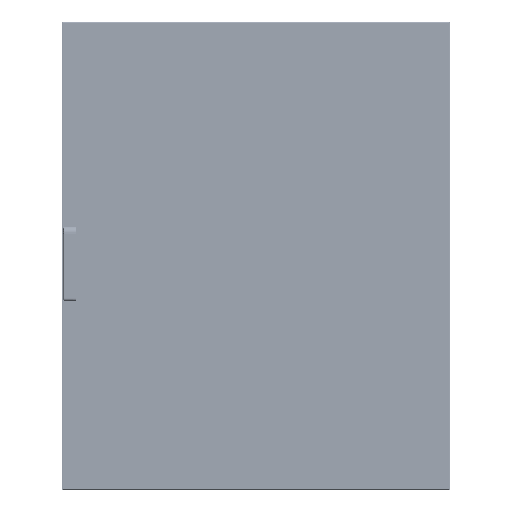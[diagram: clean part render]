
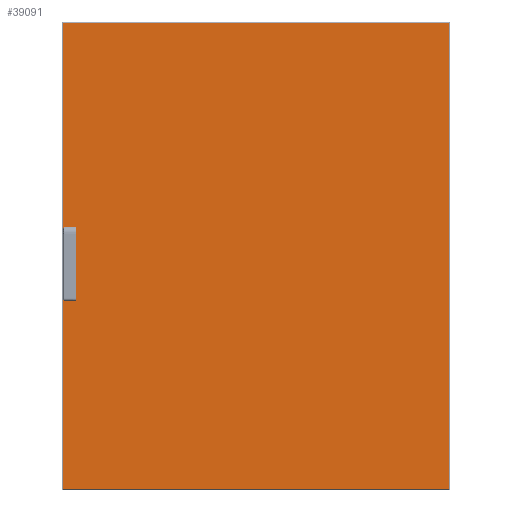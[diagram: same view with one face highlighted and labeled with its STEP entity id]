
A CAD part, top view. The second image highlights one B-rep face of the part: STEP entity #39091.
In plain terms, the highlighted planar face has unit normal (0, 0, 1).
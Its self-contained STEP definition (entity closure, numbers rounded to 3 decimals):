
#1346 = AXIS2_PLACEMENT_3D ( 'NONE', #41757, #41766, #41767 ) ;
#10265 = CARTESIAN_POINT ( 'NONE',  ( 494., 594.5, 0. ) ) ;
#10272 = CARTESIAN_POINT ( 'NONE',  ( 494., -594.5, 0. ) ) ;
#10281 = CARTESIAN_POINT ( 'NONE',  ( -471., -50., 0. ) ) ;
#10420 = CARTESIAN_POINT ( 'NONE',  ( -471., 50., 0. ) ) ;
#10453 = CARTESIAN_POINT ( 'NONE',  ( -494., -594.5, 0. ) ) ;
#10488 = CARTESIAN_POINT ( 'NONE',  ( -480., -54.3, 0. ) ) ;
#10592 = CARTESIAN_POINT ( 'NONE',  ( -488., 50., 0. ) ) ;
#10644 = CARTESIAN_POINT ( 'NONE',  ( -480., 50., 0. ) ) ;
#10664 = CARTESIAN_POINT ( 'NONE',  ( -471., 54.3, 0. ) ) ;
#10668 = CARTESIAN_POINT ( 'NONE',  ( -488., -50., 0. ) ) ;
#10712 = CARTESIAN_POINT ( 'NONE',  ( -494., 594.5, 0. ) ) ;
#12049 = CARTESIAN_POINT ( 'NONE',  ( 494., -597.5, 0. ) ) ;
#12051 = DIRECTION ( 'NONE',  ( 0., -1., 0. ) ) ;
#12067 = CARTESIAN_POINT ( 'NONE',  ( 494., 594.5, 0. ) ) ;
#12069 = CARTESIAN_POINT ( 'NONE',  ( -480., 50., 0. ) ) ;
#12072 = DIRECTION ( 'NONE',  ( -1., 0., 0. ) ) ;
#12074 = DIRECTION ( 'NONE',  ( 0., 1., 0. ) ) ;
#12081 = CARTESIAN_POINT ( 'NONE',  ( -494., -594.5, 0. ) ) ;
#12085 = DIRECTION ( 'NONE',  ( 1., 0., 0. ) ) ;
#12088 = CARTESIAN_POINT ( 'NONE',  ( -494., 597.5, 0. ) ) ;
#12092 = DIRECTION ( 'NONE',  ( 0., -1., 0. ) ) ;
#12095 = CARTESIAN_POINT ( 'NONE',  ( -471., -54.3, 0. ) ) ;
#12100 = DIRECTION ( 'NONE',  ( 0., 1., 0. ) ) ;
#12102 = CARTESIAN_POINT ( 'NONE',  ( -471., -50., 0. ) ) ;
#12106 = DIRECTION ( 'NONE',  ( 1., 0., 0. ) ) ;
#12109 = CARTESIAN_POINT ( 'NONE',  ( -463., 50., 0. ) ) ;
#12114 = DIRECTION ( 'NONE',  ( 0., 1., 0. ) ) ;
#12117 = CARTESIAN_POINT ( 'NONE',  ( -471., 50., 0. ) ) ;
#12121 = DIRECTION ( 'NONE',  ( -1., 0., 0. ) ) ;
#12123 = CARTESIAN_POINT ( 'NONE',  ( -471., 50., 0. ) ) ;
#12128 = DIRECTION ( 'NONE',  ( 0., 1., 0. ) ) ;
#12139 = CARTESIAN_POINT ( 'NONE',  ( -475.5, 54.3, 0. ) ) ;
#12142 = DIRECTION ( 'NONE',  ( 0., 0., 1. ) ) ;
#12145 = DIRECTION ( 'NONE',  ( 1., 0., 0. ) ) ;
#12150 = CARTESIAN_POINT ( 'NONE',  ( -488., 50., 0. ) ) ;
#12154 = DIRECTION ( 'NONE',  ( -1., 0., 0. ) ) ;
#12156 = CARTESIAN_POINT ( 'NONE',  ( -488., 50., 0. ) ) ;
#12161 = DIRECTION ( 'NONE',  ( 0., -1., 0. ) ) ;
#12164 = CARTESIAN_POINT ( 'NONE',  ( -488., -50., 0. ) ) ;
#12168 = DIRECTION ( 'NONE',  ( 1., 0., 0. ) ) ;
#12171 = CARTESIAN_POINT ( 'NONE',  ( -480., -54.3, 0. ) ) ;
#12175 = DIRECTION ( 'NONE',  ( 0., -1., 0. ) ) ;
#12187 = CARTESIAN_POINT ( 'NONE',  ( -475.5, -54.3, 0. ) ) ;
#12189 = DIRECTION ( 'NONE',  ( 0., 0., 1. ) ) ;
#12192 = DIRECTION ( 'NONE',  ( 1., 0., 0. ) ) ;
#16924 = LINE ( 'NONE', #12049, #16942 ) ;
#16927 = LINE ( 'NONE', #12067, #16936 ) ;
#16936 = VECTOR ( 'NONE', #12072, 1000. ) ;
#16940 = LINE ( 'NONE', #12081, #16948 ) ;
#16942 = VECTOR ( 'NONE', #12074, 1000. ) ;
#16945 = LINE ( 'NONE', #12088, #16954 ) ;
#16948 = VECTOR ( 'NONE', #12085, 1000. ) ;
#16951 = LINE ( 'NONE', #12095, #16960 ) ;
#16954 = VECTOR ( 'NONE', #12092, 1000. ) ;
#16957 = LINE ( 'NONE', #12102, #16965 ) ;
#16960 = VECTOR ( 'NONE', #12100, 1000. ) ;
#16963 = LINE ( 'NONE', #12109, #16971 ) ;
#16965 = VECTOR ( 'NONE', #12106, 1000. ) ;
#16968 = LINE ( 'NONE', #12117, #16978 ) ;
#16971 = VECTOR ( 'NONE', #12114, 1000. ) ;
#16975 = LINE ( 'NONE', #12123, #16984 ) ;
#16978 = VECTOR ( 'NONE', #12121, 1000. ) ;
#16981 = CIRCLE ( 'NONE', #20155, 4.5 ) ;
#16984 = VECTOR ( 'NONE', #12128, 1000. ) ;
#16987 = LINE ( 'NONE', #12069, #16993 ) ;
#16989 = LINE ( 'NONE', #12150, #16999 ) ;
#16993 = VECTOR ( 'NONE', #12051, 1000. ) ;
#16996 = LINE ( 'NONE', #12156, #17005 ) ;
#16999 = VECTOR ( 'NONE', #12154, 1000. ) ;
#17002 = LINE ( 'NONE', #12164, #17010 ) ;
#17005 = VECTOR ( 'NONE', #12161, 1000. ) ;
#17007 = LINE ( 'NONE', #12171, #17014 ) ;
#17010 = VECTOR ( 'NONE', #12168, 1000. ) ;
#17012 = CIRCLE ( 'NONE', #20158, 4.5 ) ;
#17014 = VECTOR ( 'NONE', #12175, 1000. ) ;
#20155 = AXIS2_PLACEMENT_3D ( 'NONE', #12139, #12142, #12145 ) ;
#20158 = AXIS2_PLACEMENT_3D ( 'NONE', #12187, #12189, #12192 ) ;
#21715 = CARTESIAN_POINT ( 'NONE',  ( -463., 50., 0. ) ) ;
#21739 = CARTESIAN_POINT ( 'NONE',  ( -480., 54.3, 0. ) ) ;
#21802 = CARTESIAN_POINT ( 'NONE',  ( -471., -54.3, 0. ) ) ;
#21808 = CARTESIAN_POINT ( 'NONE',  ( -463., -50., 0. ) ) ;
#21815 = CARTESIAN_POINT ( 'NONE',  ( -480., -50., 0. ) ) ;
#39091 = ADVANCED_FACE ( 'NONE', ( #46276, #46289 ), #41761, .T. ) ;
#41757 = CARTESIAN_POINT ( 'NONE',  ( 0., 0., 0. ) ) ;
#41761 = PLANE ( 'NONE',  #1346 ) ;
#41766 = DIRECTION ( 'NONE',  ( 0., 0., 1. ) ) ;
#41767 = DIRECTION ( 'NONE',  ( 1., 0., 0. ) ) ;
#46276 = FACE_BOUND ( 'NONE', #56469, .T. ) ;
#46289 = FACE_OUTER_BOUND ( 'NONE', #56470, .T. ) ;
#55473 = ORIENTED_EDGE ( 'NONE', *, *, #65725, .F. ) ;
#55475 = ORIENTED_EDGE ( 'NONE', *, *, #65724, .F. ) ;
#55476 = ORIENTED_EDGE ( 'NONE', *, *, #65723, .F. ) ;
#55477 = ORIENTED_EDGE ( 'NONE', *, *, #65722, .F. ) ;
#55478 = ORIENTED_EDGE ( 'NONE', *, *, #65721, .F. ) ;
#55479 = ORIENTED_EDGE ( 'NONE', *, *, #65720, .F. ) ;
#55480 = ORIENTED_EDGE ( 'NONE', *, *, #65719, .F. ) ;
#55481 = ORIENTED_EDGE ( 'NONE', *, *, #65718, .F. ) ;
#55482 = ORIENTED_EDGE ( 'NONE', *, *, #65717, .F. ) ;
#55483 = ORIENTED_EDGE ( 'NONE', *, *, #65716, .F. ) ;
#55484 = ORIENTED_EDGE ( 'NONE', *, *, #65715, .F. ) ;
#55485 = ORIENTED_EDGE ( 'NONE', *, *, #65714, .F. ) ;
#55486 = ORIENTED_EDGE ( 'NONE', *, *, #65713, .T. ) ;
#55487 = ORIENTED_EDGE ( 'NONE', *, *, #65712, .T. ) ;
#55488 = ORIENTED_EDGE ( 'NONE', *, *, #65711, .T. ) ;
#55489 = ORIENTED_EDGE ( 'NONE', *, *, #65710, .T. ) ;
#56469 = EDGE_LOOP ( 'NONE', ( #55473, #55475, #55476, #55477, #55478, #55479, #55480, #55481, #55482, #55483, #55484, #55485 ) ) ;
#56470 = EDGE_LOOP ( 'NONE', ( #55486, #55487, #55488, #55489 ) ) ;
#57950 = VERTEX_POINT ( 'NONE', #10265 ) ;
#57963 = VERTEX_POINT ( 'NONE', #10272 ) ;
#57980 = VERTEX_POINT ( 'NONE', #10281 ) ;
#58354 = VERTEX_POINT ( 'NONE', #10420 ) ;
#58387 = VERTEX_POINT ( 'NONE', #10453 ) ;
#58422 = VERTEX_POINT ( 'NONE', #10488 ) ;
#58526 = VERTEX_POINT ( 'NONE', #10592 ) ;
#58578 = VERTEX_POINT ( 'NONE', #10644 ) ;
#58598 = VERTEX_POINT ( 'NONE', #10664 ) ;
#58602 = VERTEX_POINT ( 'NONE', #10668 ) ;
#58646 = VERTEX_POINT ( 'NONE', #10712 ) ;
#60133 = VERTEX_POINT ( 'NONE', #21715 ) ;
#60157 = VERTEX_POINT ( 'NONE', #21739 ) ;
#60220 = VERTEX_POINT ( 'NONE', #21802 ) ;
#60226 = VERTEX_POINT ( 'NONE', #21808 ) ;
#60233 = VERTEX_POINT ( 'NONE', #21815 ) ;
#65710 = EDGE_CURVE ( 'NONE', #57950, #58646, #16927, .T. ) ;
#65711 = EDGE_CURVE ( 'NONE', #57963, #57950, #16924, .T. ) ;
#65712 = EDGE_CURVE ( 'NONE', #58387, #57963, #16940, .T. ) ;
#65713 = EDGE_CURVE ( 'NONE', #58646, #58387, #16945, .T. ) ;
#65714 = EDGE_CURVE ( 'NONE', #60220, #57980, #16951, .T. ) ;
#65715 = EDGE_CURVE ( 'NONE', #57980, #60226, #16957, .T. ) ;
#65716 = EDGE_CURVE ( 'NONE', #60226, #60133, #16963, .T. ) ;
#65717 = EDGE_CURVE ( 'NONE', #60133, #58354, #16968, .T. ) ;
#65718 = EDGE_CURVE ( 'NONE', #58354, #58598, #16975, .T. ) ;
#65719 = EDGE_CURVE ( 'NONE', #58598, #60157, #16981, .T. ) ;
#65720 = EDGE_CURVE ( 'NONE', #60157, #58578, #16987, .T. ) ;
#65721 = EDGE_CURVE ( 'NONE', #58578, #58526, #16989, .T. ) ;
#65722 = EDGE_CURVE ( 'NONE', #58526, #58602, #16996, .T. ) ;
#65723 = EDGE_CURVE ( 'NONE', #58602, #60233, #17002, .T. ) ;
#65724 = EDGE_CURVE ( 'NONE', #60233, #58422, #17007, .T. ) ;
#65725 = EDGE_CURVE ( 'NONE', #58422, #60220, #17012, .T. ) ;
